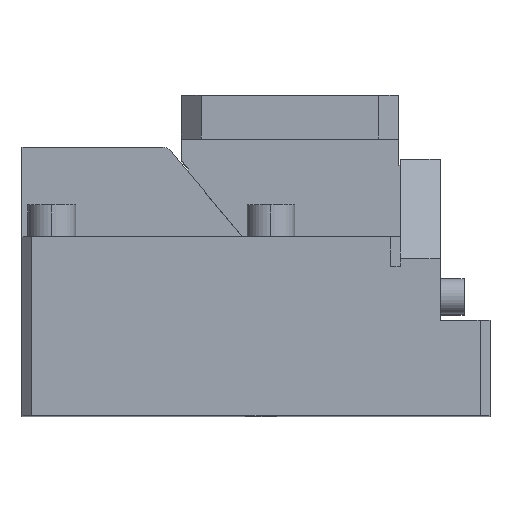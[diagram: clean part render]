
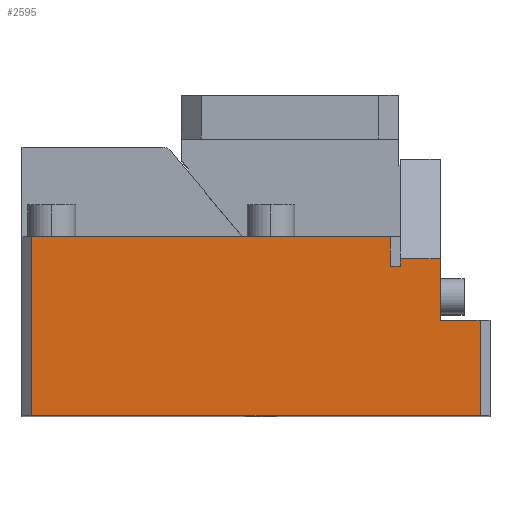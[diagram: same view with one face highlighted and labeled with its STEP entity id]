
A CAD part, top view. The second image highlights one B-rep face of the part: STEP entity #2595.
In plain terms, the highlighted planar face has unit normal (0, 0, 1).
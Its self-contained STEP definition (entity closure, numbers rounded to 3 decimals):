
#1035=CARTESIAN_POINT('Vertex',(-230.,90.,130.)) ;
#1038=CARTESIAN_POINT('Line Origine',(-140.,90.,130.)) ;
#1042=CARTESIAN_POINT('Vertex',(-50.,90.,130.)) ;
#1244=CARTESIAN_POINT('Vertex',(-230.,0.,130.)) ;
#1247=CARTESIAN_POINT('Line Origine',(-230.,45.,130.)) ;
#1292=CARTESIAN_POINT('Vertex',(-5.,0.,130.)) ;
#1295=CARTESIAN_POINT('Line Origine',(-117.5,0.,130.)) ;
#1961=CARTESIAN_POINT('Vertex',(-45.,79.,130.)) ;
#1964=CARTESIAN_POINT('Line Origine',(-35.,79.,130.)) ;
#1968=CARTESIAN_POINT('Vertex',(-25.,79.,130.)) ;
#2291=CARTESIAN_POINT('Line Origine',(-25.,63.5,130.)) ;
#2295=CARTESIAN_POINT('Vertex',(-25.,48.,130.)) ;
#2547=CARTESIAN_POINT('Axis2P3D Location',(-230.,75.,130.)) ;
#2552=CARTESIAN_POINT('Line Origine',(-45.,77.,130.)) ;
#2556=CARTESIAN_POINT('Vertex',(-45.,75.,130.)) ;
#2559=CARTESIAN_POINT('Line Origine',(-47.5,75.,130.)) ;
#2563=CARTESIAN_POINT('Vertex',(-50.,75.,130.)) ;
#2566=CARTESIAN_POINT('Line Origine',(-50.,82.5,130.)) ;
#2571=CARTESIAN_POINT('Line Origine',(-5.,24.,130.)) ;
#2575=CARTESIAN_POINT('Vertex',(-5.,48.,130.)) ;
#2578=CARTESIAN_POINT('Line Origine',(-15.,48.,130.)) ;
#1039=DIRECTION('Vector Direction',(1.,0.,0.)) ;
#1248=DIRECTION('Vector Direction',(0.,-1.,0.)) ;
#1296=DIRECTION('Vector Direction',(1.,0.,0.)) ;
#1965=DIRECTION('Vector Direction',(-1.,0.,0.)) ;
#2292=DIRECTION('Vector Direction',(0.,-1.,0.)) ;
#2548=DIRECTION('Axis2P3D Direction',(0.,0.,-1.)) ;
#2549=DIRECTION('Axis2P3D XDirection',(-1.,0.,0.)) ;
#2553=DIRECTION('Vector Direction',(0.,-1.,0.)) ;
#2560=DIRECTION('Vector Direction',(1.,0.,0.)) ;
#2567=DIRECTION('Vector Direction',(0.,-1.,0.)) ;
#2572=DIRECTION('Vector Direction',(0.,-1.,0.)) ;
#2579=DIRECTION('Vector Direction',(1.,0.,0.)) ;
#2550=AXIS2_PLACEMENT_3D('Plane Axis2P3D',#2547,#2548,#2549) ;
#2584=ORIENTED_EDGE('',*,*,#2297,.F.) ;
#2585=ORIENTED_EDGE('',*,*,#1970,.T.) ;
#2586=ORIENTED_EDGE('',*,*,#2558,.T.) ;
#2587=ORIENTED_EDGE('',*,*,#2565,.F.) ;
#2588=ORIENTED_EDGE('',*,*,#2570,.F.) ;
#2589=ORIENTED_EDGE('',*,*,#1044,.F.) ;
#2590=ORIENTED_EDGE('',*,*,#1251,.T.) ;
#2591=ORIENTED_EDGE('',*,*,#1299,.T.) ;
#2592=ORIENTED_EDGE('',*,*,#2577,.F.) ;
#2593=ORIENTED_EDGE('',*,*,#2582,.F.) ;
#1040=VECTOR('Line Direction',#1039,1.) ;
#1249=VECTOR('Line Direction',#1248,1.) ;
#1297=VECTOR('Line Direction',#1296,1.) ;
#1966=VECTOR('Line Direction',#1965,1.) ;
#2293=VECTOR('Line Direction',#2292,1.) ;
#2554=VECTOR('Line Direction',#2553,1.) ;
#2561=VECTOR('Line Direction',#2560,1.) ;
#2568=VECTOR('Line Direction',#2567,1.) ;
#2573=VECTOR('Line Direction',#2572,1.) ;
#2580=VECTOR('Line Direction',#2579,1.) ;
#2595=ADVANCED_FACE('CAM HOLDER',(#2594),#2551,.F.) ;
#1044=EDGE_CURVE('',#1036,#1043,#1041,.T.) ;
#1251=EDGE_CURVE('',#1036,#1245,#1250,.T.) ;
#1299=EDGE_CURVE('',#1245,#1293,#1298,.T.) ;
#1970=EDGE_CURVE('',#1969,#1962,#1967,.T.) ;
#2297=EDGE_CURVE('',#1969,#2296,#2294,.T.) ;
#2558=EDGE_CURVE('',#1962,#2557,#2555,.T.) ;
#2565=EDGE_CURVE('',#2564,#2557,#2562,.T.) ;
#2570=EDGE_CURVE('',#1043,#2564,#2569,.T.) ;
#2577=EDGE_CURVE('',#2576,#1293,#2574,.T.) ;
#2582=EDGE_CURVE('',#2296,#2576,#2581,.T.) ;
#2583=EDGE_LOOP('',(#2584,#2585,#2586,#2587,#2588,#2589,#2590,#2591,#2592,#2593)) ;
#2594=FACE_OUTER_BOUND('',#2583,.T.) ;
#1041=LINE('Line',#1038,#1040) ;
#1250=LINE('Line',#1247,#1249) ;
#1298=LINE('Line',#1295,#1297) ;
#1967=LINE('Line',#1964,#1966) ;
#2294=LINE('Line',#2291,#2293) ;
#2555=LINE('Line',#2552,#2554) ;
#2562=LINE('Line',#2559,#2561) ;
#2569=LINE('Line',#2566,#2568) ;
#2574=LINE('Line',#2571,#2573) ;
#2581=LINE('Line',#2578,#2580) ;
#2551=PLANE('Plane',#2550) ;
#1036=VERTEX_POINT('',#1035) ;
#1043=VERTEX_POINT('',#1042) ;
#1245=VERTEX_POINT('',#1244) ;
#1293=VERTEX_POINT('',#1292) ;
#1962=VERTEX_POINT('',#1961) ;
#1969=VERTEX_POINT('',#1968) ;
#2296=VERTEX_POINT('',#2295) ;
#2557=VERTEX_POINT('',#2556) ;
#2564=VERTEX_POINT('',#2563) ;
#2576=VERTEX_POINT('',#2575) ;
